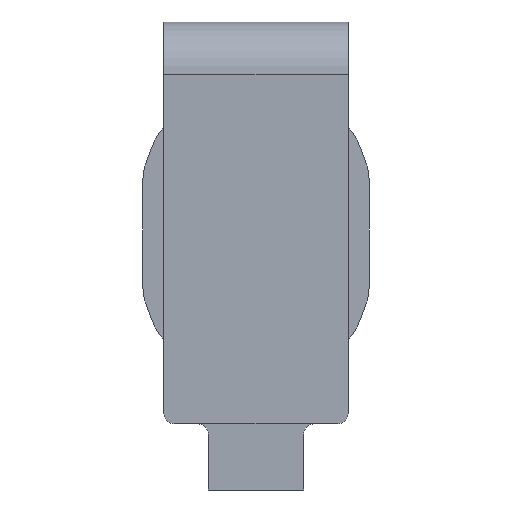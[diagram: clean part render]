
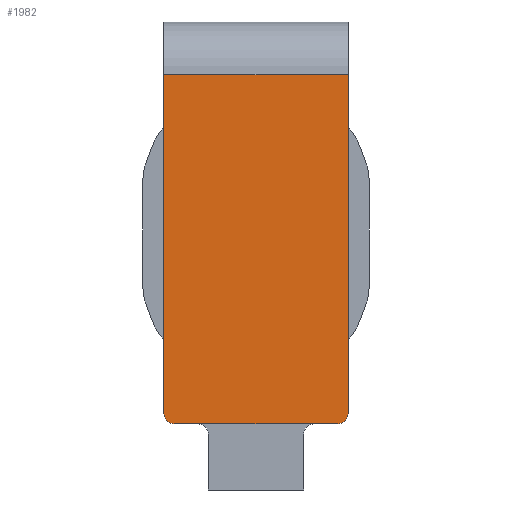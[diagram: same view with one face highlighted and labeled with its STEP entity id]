
A CAD part, front view. The second image highlights one B-rep face of the part: STEP entity #1982.
In plain terms, the highlighted planar face has unit normal (0, -1, 0).
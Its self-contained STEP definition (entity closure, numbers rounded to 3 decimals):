
#349 = VERTEX_POINT ( 'NONE', #8282 ) ;
#634 = EDGE_CURVE ( 'NONE', #14296, #13370, #11132, .T. ) ;
#1369 = CARTESIAN_POINT ( 'NONE',  ( -8.7, 0., 33.025 ) ) ;
#1982 = ADVANCED_FACE ( 'NONE', ( #5555 ), #7747, .F. ) ;
#2128 = VERTEX_POINT ( 'NONE', #14495 ) ;
#2297 = EDGE_LOOP ( 'NONE', ( #16352, #9162, #6469, #12284, #16245, #9051 ) ) ;
#2648 = AXIS2_PLACEMENT_3D ( 'NONE', #8964, #4040, #8910 ) ;
#3252 = DIRECTION ( 'NONE',  ( 0., 0., -1. ) ) ;
#3324 = DIRECTION ( 'NONE',  ( -1., 0., 0. ) ) ;
#3325 = LINE ( 'NONE', #6484, #9078 ) ;
#3551 = EDGE_CURVE ( 'NONE', #349, #13370, #3325, .T. ) ;
#3863 = EDGE_CURVE ( 'NONE', #349, #7861, #6929, .T. ) ;
#4040 = DIRECTION ( 'NONE',  ( 0., 1., 0. ) ) ;
#4169 = CARTESIAN_POINT ( 'NONE',  ( -7.7, 0., 1. ) ) ;
#4981 = DIRECTION ( 'NONE',  ( 0., 0., -1. ) ) ;
#5555 = FACE_OUTER_BOUND ( 'NONE', #2297, .T. ) ;
#5589 = CARTESIAN_POINT ( 'NONE',  ( 7.7, 0., 1. ) ) ;
#5710 = EDGE_CURVE ( 'NONE', #2128, #7861, #9110, .T. ) ;
#6469 = ORIENTED_EDGE ( 'NONE', *, *, #10938, .T. ) ;
#6484 = CARTESIAN_POINT ( 'NONE',  ( 8.7, 0., 0. ) ) ;
#6929 = CIRCLE ( 'NONE', #10193, 1. ) ;
#7747 = PLANE ( 'NONE',  #2648 ) ;
#7861 = VERTEX_POINT ( 'NONE', #10897 ) ;
#8282 = CARTESIAN_POINT ( 'NONE',  ( 7.7, 0., 0. ) ) ;
#8452 = LINE ( 'NONE', #10691, #14798 ) ;
#8523 = CARTESIAN_POINT ( 'NONE',  ( -8.7, 0., 1. ) ) ;
#8682 = CARTESIAN_POINT ( 'NONE',  ( 8.7, 0., 0. ) ) ;
#8910 = DIRECTION ( 'NONE',  ( 0., 0., 1. ) ) ;
#8964 = CARTESIAN_POINT ( 'NONE',  ( 8.7, 0., 0. ) ) ;
#9051 = ORIENTED_EDGE ( 'NONE', *, *, #3863, .T. ) ;
#9078 = VECTOR ( 'NONE', #10131, 1000. ) ;
#9110 = LINE ( 'NONE', #8682, #10717 ) ;
#9162 = ORIENTED_EDGE ( 'NONE', *, *, #11856, .T. ) ;
#10023 = VECTOR ( 'NONE', #3324, 1000. ) ;
#10131 = DIRECTION ( 'NONE',  ( -1., 0., 0. ) ) ;
#10166 = AXIS2_PLACEMENT_3D ( 'NONE', #4169, #13140, #11451 ) ;
#10193 = AXIS2_PLACEMENT_3D ( 'NONE', #5589, #14433, #15802 ) ;
#10370 = CARTESIAN_POINT ( 'NONE',  ( 8.7, 0., 33.025 ) ) ;
#10691 = CARTESIAN_POINT ( 'NONE',  ( -8.7, 0., 0. ) ) ;
#10717 = VECTOR ( 'NONE', #4981, 1000. ) ;
#10897 = CARTESIAN_POINT ( 'NONE',  ( 8.7, 0., 1. ) ) ;
#10938 = EDGE_CURVE ( 'NONE', #16372, #14296, #8452, .T. ) ;
#11132 = CIRCLE ( 'NONE', #10166, 1. ) ;
#11451 = DIRECTION ( 'NONE',  ( 0., 0., 1. ) ) ;
#11856 = EDGE_CURVE ( 'NONE', #2128, #16372, #13763, .T. ) ;
#12284 = ORIENTED_EDGE ( 'NONE', *, *, #634, .T. ) ;
#13140 = DIRECTION ( 'NONE',  ( 0., -1., 0. ) ) ;
#13370 = VERTEX_POINT ( 'NONE', #14220 ) ;
#13763 = LINE ( 'NONE', #10370, #10023 ) ;
#14220 = CARTESIAN_POINT ( 'NONE',  ( -7.7, 0., 0. ) ) ;
#14296 = VERTEX_POINT ( 'NONE', #8523 ) ;
#14433 = DIRECTION ( 'NONE',  ( 0., -1., 0. ) ) ;
#14495 = CARTESIAN_POINT ( 'NONE',  ( 8.7, 0., 33.025 ) ) ;
#14798 = VECTOR ( 'NONE', #3252, 1000. ) ;
#15802 = DIRECTION ( 'NONE',  ( 0., 0., 1. ) ) ;
#16245 = ORIENTED_EDGE ( 'NONE', *, *, #3551, .F. ) ;
#16352 = ORIENTED_EDGE ( 'NONE', *, *, #5710, .F. ) ;
#16372 = VERTEX_POINT ( 'NONE', #1369 ) ;
